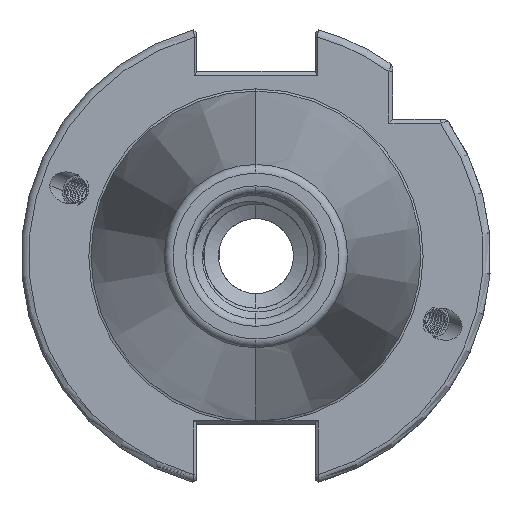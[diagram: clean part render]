
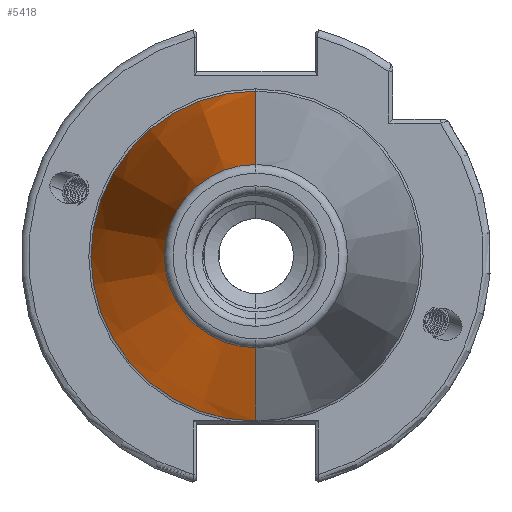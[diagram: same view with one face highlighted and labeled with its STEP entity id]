
A CAD part, left-side view. The second image highlights one B-rep face of the part: STEP entity #5418.
In plain terms, the highlighted conical face has half-angle 8.297 degrees and reference radius 22.692 mm.
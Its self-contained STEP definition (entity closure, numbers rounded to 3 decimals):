
#1 = AXIS2_PLACEMENT_3D ( 'NONE', #10250, #10225, #10226 ) ;
#1588 = DIRECTION ( 'NONE',  ( 0.99, 0., 0.144 ) ) ;
#1631 = CARTESIAN_POINT ( 'NONE',  ( 0., 0., 22.692 ) ) ;
#5418 = ADVANCED_FACE ( 'NONE', ( #24492 ), #24505, .T. ) ;
#10039 = DIRECTION ( 'NONE',  ( 0.99, 0., -0.144 ) ) ;
#10057 = CARTESIAN_POINT ( 'NONE',  ( 0., 0., -22.692 ) ) ;
#10225 = DIRECTION ( 'NONE',  ( 1., 0., 0. ) ) ;
#10226 = DIRECTION ( 'NONE',  ( 0., 0., -1. ) ) ;
#10250 = CARTESIAN_POINT ( 'NONE',  ( -2.5, 0., 0. ) ) ;
#10509 = ORIENTED_EDGE ( 'NONE', *, *, #24944, .T. ) ;
#10538 = ORIENTED_EDGE ( 'NONE', *, *, #29293, .F. ) ;
#11751 = DIRECTION ( 'NONE',  ( 0., 0., -1. ) ) ;
#11769 = CARTESIAN_POINT ( 'NONE',  ( 0., 0., 0. ) ) ;
#11771 = DIRECTION ( 'NONE',  ( 1., 0., 0. ) ) ;
#12673 = VERTEX_POINT ( 'NONE', #16629 ) ;
#12711 = VERTEX_POINT ( 'NONE', #16756 ) ;
#12767 = VERTEX_POINT ( 'NONE', #16877 ) ;
#12777 = VERTEX_POINT ( 'NONE', #16935 ) ;
#16629 = CARTESIAN_POINT ( 'NONE',  ( -70.573, 0., 12.4 ) ) ;
#16756 = CARTESIAN_POINT ( 'NONE',  ( -70.573, 0., -12.4 ) ) ;
#16877 = CARTESIAN_POINT ( 'NONE',  ( -2.5, 0., -22.327 ) ) ;
#16935 = CARTESIAN_POINT ( 'NONE',  ( -2.5, 0., 22.327 ) ) ;
#21660 = ORIENTED_EDGE ( 'NONE', *, *, #29315, .T. ) ;
#21686 = ORIENTED_EDGE ( 'NONE', *, *, #29262, .F. ) ;
#22412 = AXIS2_PLACEMENT_3D ( 'NONE', #11769, #11771, #11751 ) ;
#23631 = VECTOR ( 'NONE', #10039, 1000. ) ;
#23657 = CIRCLE ( 'NONE', #1, 22.327 ) ;
#23658 = LINE ( 'NONE', #10057, #23631 ) ;
#23671 = VECTOR ( 'NONE', #1588, 1000. ) ;
#23704 = LINE ( 'NONE', #1631, #23671 ) ;
#23974 = CIRCLE ( 'NONE', #29553, 12.4 ) ;
#24492 = FACE_OUTER_BOUND ( 'NONE', #33101, .T. ) ;
#24505 = CONICAL_SURFACE ( 'NONE', #22412, 22.692, 0.145 ) ;
#24944 = EDGE_CURVE ( 'NONE', #12711, #12673, #23974, .T. ) ;
#29262 = EDGE_CURVE ( 'NONE', #12711, #12767, #23658, .T. ) ;
#29293 = EDGE_CURVE ( 'NONE', #12767, #12777, #23657, .T. ) ;
#29315 = EDGE_CURVE ( 'NONE', #12673, #12777, #23704, .T. ) ;
#29553 = AXIS2_PLACEMENT_3D ( 'NONE', #33022, #33000, #33024 ) ;
#33000 = DIRECTION ( 'NONE',  ( 1., 0., 0. ) ) ;
#33022 = CARTESIAN_POINT ( 'NONE',  ( -70.573, 0., 0. ) ) ;
#33024 = DIRECTION ( 'NONE',  ( 0., 0., 1. ) ) ;
#33101 = EDGE_LOOP ( 'NONE', ( #10509, #21660, #10538, #21686 ) ) ;
